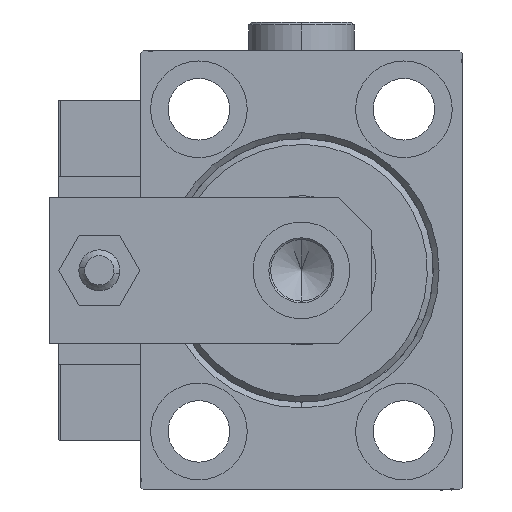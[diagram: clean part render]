
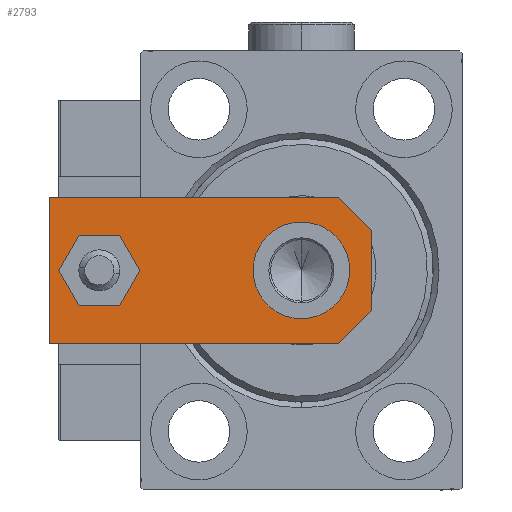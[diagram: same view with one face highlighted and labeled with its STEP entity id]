
A CAD part, left-side view. The second image highlights one B-rep face of the part: STEP entity #2793.
In plain terms, the highlighted face is planar.
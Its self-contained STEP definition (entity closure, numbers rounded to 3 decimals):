
#69 = DIRECTION ( 'NONE',  ( 0., 0., 1. ) ) ;
#221 = DIRECTION ( 'NONE',  ( 1., 0., 0. ) ) ;
#224 = CARTESIAN_POINT ( 'NONE',  ( 8.25, 12., 6. ) ) ;
#360 = CARTESIAN_POINT ( 'NONE',  ( 0., 12., 6. ) ) ;
#382 = CARTESIAN_POINT ( 'NONE',  ( 3.42, -3.42, 6. ) ) ;
#474 = CARTESIAN_POINT ( 'NONE',  ( -12.5, 0., 6. ) ) ;
#1982 = EDGE_CURVE ( 'NONE', #41158, #31028, #19754, .T. ) ;
#2637 = VERTEX_POINT ( 'NONE', #3346 ) ;
#2793 = ADVANCED_FACE ( 'NONE', ( #36925, #41081, #5379 ), #9048, .T. ) ;
#3023 = DIRECTION ( 'NONE',  ( 0., 1., 0. ) ) ;
#3346 = CARTESIAN_POINT ( 'NONE',  ( -8.25, 12., 6. ) ) ;
#3562 = EDGE_CURVE ( 'NONE', #31511, #24436, #12135, .T. ) ;
#5379 = FACE_BOUND ( 'NONE', #39631, .T. ) ;
#6052 = EDGE_LOOP ( 'NONE', ( #31610, #17283 ) ) ;
#7169 = CIRCLE ( 'NONE', #37987, 4. ) ;
#7226 = CARTESIAN_POINT ( 'NONE',  ( 6.84, 0., 6. ) ) ;
#7718 = CARTESIAN_POINT ( 'NONE',  ( -12.5, 55., 6. ) ) ;
#8167 = AXIS2_PLACEMENT_3D ( 'NONE', #21273, #25962, #41597 ) ;
#8937 = CIRCLE ( 'NONE', #29713, 8.25 ) ;
#9048 = PLANE ( 'NONE',  #8167 ) ;
#10644 = VECTOR ( 'NONE', #23862, 1000. ) ;
#10838 = CARTESIAN_POINT ( 'NONE',  ( 12.5, 0., 6. ) ) ;
#12135 = LINE ( 'NONE', #7718, #10644 ) ;
#13474 = ORIENTED_EDGE ( 'NONE', *, *, #48417, .F. ) ;
#14165 = CARTESIAN_POINT ( 'NONE',  ( 12.5, 55., 6. ) ) ;
#14574 = VERTEX_POINT ( 'NONE', #37265 ) ;
#16246 = DIRECTION ( 'NONE',  ( 0., 0., 1. ) ) ;
#17283 = ORIENTED_EDGE ( 'NONE', *, *, #45826, .F. ) ;
#18016 = VERTEX_POINT ( 'NONE', #36952 ) ;
#19292 = VECTOR ( 'NONE', #3023, 1000. ) ;
#19754 = CIRCLE ( 'NONE', #48069, 4. ) ;
#21273 = CARTESIAN_POINT ( 'NONE',  ( 0., 0., 6. ) ) ;
#21504 = ORIENTED_EDGE ( 'NONE', *, *, #49514, .F. ) ;
#21586 = LINE ( 'NONE', #29143, #33925 ) ;
#22983 = DIRECTION ( 'NONE',  ( 1., 0., 0. ) ) ;
#23499 = CARTESIAN_POINT ( 'NONE',  ( 0., 46.5, 6. ) ) ;
#23849 = ORIENTED_EDGE ( 'NONE', *, *, #3562, .T. ) ;
#23862 = DIRECTION ( 'NONE',  ( 0., -1., 0. ) ) ;
#24376 = VERTEX_POINT ( 'NONE', #7226 ) ;
#24436 = VERTEX_POINT ( 'NONE', #47373 ) ;
#25962 = DIRECTION ( 'NONE',  ( 0., 0., 1. ) ) ;
#27758 = EDGE_CURVE ( 'NONE', #50073, #24376, #35129, .T. ) ;
#28245 = DIRECTION ( 'NONE',  ( 0.707, 0.707, 0. ) ) ;
#29013 = DIRECTION ( 'NONE',  ( -1., 0., 0. ) ) ;
#29143 = CARTESIAN_POINT ( 'NONE',  ( -3.42, -3.42, 6. ) ) ;
#29268 = LINE ( 'NONE', #14165, #39455 ) ;
#29713 = AXIS2_PLACEMENT_3D ( 'NONE', #360, #16246, #48060 ) ;
#29782 = EDGE_CURVE ( 'NONE', #14574, #18016, #34551, .T. ) ;
#29914 = DIRECTION ( 'NONE',  ( 0.707, -0.707, 0. ) ) ;
#31028 = VERTEX_POINT ( 'NONE', #47278 ) ;
#31445 = CARTESIAN_POINT ( 'NONE',  ( 0., 46.5, 6. ) ) ;
#31511 = VERTEX_POINT ( 'NONE', #38802 ) ;
#31610 = ORIENTED_EDGE ( 'NONE', *, *, #1982, .F. ) ;
#32234 = ORIENTED_EDGE ( 'NONE', *, *, #41504, .T. ) ;
#32244 = CIRCLE ( 'NONE', #35592, 8.25 ) ;
#33925 = VECTOR ( 'NONE', #29914, 1000. ) ;
#34551 = LINE ( 'NONE', #10838, #19292 ) ;
#34917 = DIRECTION ( 'NONE',  ( 1., 0., 0. ) ) ;
#35129 = LINE ( 'NONE', #474, #47516 ) ;
#35592 = AXIS2_PLACEMENT_3D ( 'NONE', #42474, #42984, #34917 ) ;
#35814 = EDGE_CURVE ( 'NONE', #18016, #31511, #29268, .T. ) ;
#35900 = DIRECTION ( 'NONE',  ( 0., 0., 1. ) ) ;
#36508 = ORIENTED_EDGE ( 'NONE', *, *, #27758, .T. ) ;
#36925 = FACE_BOUND ( 'NONE', #6052, .T. ) ;
#36952 = CARTESIAN_POINT ( 'NONE',  ( 12.5, 55., 6. ) ) ;
#37265 = CARTESIAN_POINT ( 'NONE',  ( 12.5, 5.66, 6. ) ) ;
#37987 = AXIS2_PLACEMENT_3D ( 'NONE', #31445, #35900, #43204 ) ;
#38802 = CARTESIAN_POINT ( 'NONE',  ( -12.5, 55., 6. ) ) ;
#39398 = ORIENTED_EDGE ( 'NONE', *, *, #35814, .T. ) ;
#39455 = VECTOR ( 'NONE', #29013, 1000. ) ;
#39631 = EDGE_LOOP ( 'NONE', ( #21504, #13474 ) ) ;
#39797 = CARTESIAN_POINT ( 'NONE',  ( -6.84, 0., 6. ) ) ;
#41081 = FACE_OUTER_BOUND ( 'NONE', #42229, .T. ) ;
#41158 = VERTEX_POINT ( 'NONE', #43443 ) ;
#41504 = EDGE_CURVE ( 'NONE', #24376, #14574, #47820, .T. ) ;
#41597 = DIRECTION ( 'NONE',  ( 1., 0., 0. ) ) ;
#42229 = EDGE_LOOP ( 'NONE', ( #23849, #48634, #36508, #32234, #44957, #39398 ) ) ;
#42474 = CARTESIAN_POINT ( 'NONE',  ( 0., 12., 6. ) ) ;
#42984 = DIRECTION ( 'NONE',  ( 0., 0., 1. ) ) ;
#43204 = DIRECTION ( 'NONE',  ( 1., 0., 0. ) ) ;
#43362 = VERTEX_POINT ( 'NONE', #224 ) ;
#43443 = CARTESIAN_POINT ( 'NONE',  ( -4., 46.5, 6. ) ) ;
#43792 = VECTOR ( 'NONE', #28245, 1000. ) ;
#44957 = ORIENTED_EDGE ( 'NONE', *, *, #29782, .T. ) ;
#45826 = EDGE_CURVE ( 'NONE', #31028, #41158, #7169, .T. ) ;
#47278 = CARTESIAN_POINT ( 'NONE',  ( 4., 46.5, 6. ) ) ;
#47373 = CARTESIAN_POINT ( 'NONE',  ( -12.5, 5.66, 6. ) ) ;
#47516 = VECTOR ( 'NONE', #221, 1000. ) ;
#47820 = LINE ( 'NONE', #382, #43792 ) ;
#48060 = DIRECTION ( 'NONE',  ( 1., 0., 0. ) ) ;
#48069 = AXIS2_PLACEMENT_3D ( 'NONE', #23499, #69, #22983 ) ;
#48417 = EDGE_CURVE ( 'NONE', #43362, #2637, #8937, .T. ) ;
#48634 = ORIENTED_EDGE ( 'NONE', *, *, #48938, .T. ) ;
#48938 = EDGE_CURVE ( 'NONE', #24436, #50073, #21586, .T. ) ;
#49514 = EDGE_CURVE ( 'NONE', #2637, #43362, #32244, .T. ) ;
#50073 = VERTEX_POINT ( 'NONE', #39797 ) ;
